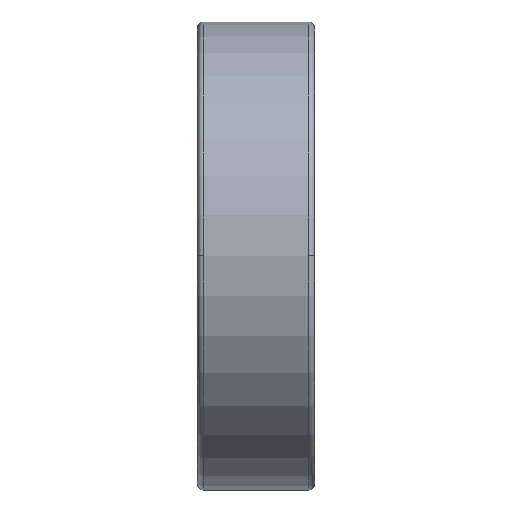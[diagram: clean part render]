
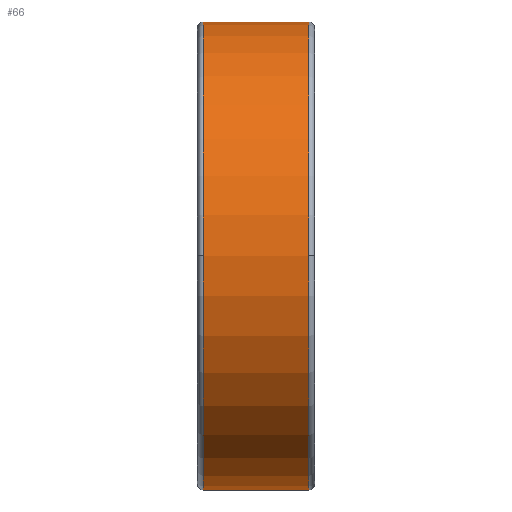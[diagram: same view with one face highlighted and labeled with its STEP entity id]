
A CAD part, top view. The second image highlights one B-rep face of the part: STEP entity #66.
In plain terms, the highlighted cylindrical face has radius 4 mm (diameter 8 mm), a partial arc.
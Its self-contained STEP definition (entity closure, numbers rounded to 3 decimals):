
#66=ADVANCED_FACE('',(#135),#136,.T.);
#135=FACE_OUTER_BOUND('',#283,.T.);
#136=CYLINDRICAL_SURFACE('',#284,4.0);
#283=EDGE_LOOP('',(#456,#457,#458,#459,#460,#461));
#284=AXIS2_PLACEMENT_3D('',#462,#463,#464);
#456=ORIENTED_EDGE('',*,*,#928,.F.);
#457=ORIENTED_EDGE('',*,*,#929,.T.);
#458=ORIENTED_EDGE('',*,*,#930,.T.);
#459=ORIENTED_EDGE('',*,*,#931,.F.);
#460=ORIENTED_EDGE('',*,*,#932,.F.);
#461=ORIENTED_EDGE('',*,*,#924,.F.);
#462=CARTESIAN_POINT('',(1.0,0.0,0.0));
#463=DIRECTION('',(1.0,0.0,0.0));
#464=DIRECTION('',(0.0,1.0,0.0));
#924=EDGE_CURVE('',#1081,#1083,#1084,.T.);
#928=EDGE_CURVE('',#1090,#1081,#1091,.T.);
#929=EDGE_CURVE('',#1090,#1092,#1093,.T.);
#930=EDGE_CURVE('',#1092,#1094,#1095,.T.);
#931=EDGE_CURVE('',#1096,#1094,#1097,.T.);
#932=EDGE_CURVE('',#1083,#1096,#1098,.T.);
#1081=VERTEX_POINT('',#1335);
#1083=VERTEX_POINT('',#1337);
#1084=CIRCLE('',#1338,4.0);
#1090=VERTEX_POINT('',#1344);
#1091=LINE('',#1345,#1346);
#1092=VERTEX_POINT('',#1347);
#1093=CIRCLE('',#1348,4.0);
#1094=VERTEX_POINT('',#1349);
#1095=CIRCLE('',#1350,4.0);
#1096=VERTEX_POINT('',#1351);
#1097=LINE('',#1352,#1353);
#1098=CIRCLE('',#1354,4.0);
#1335=CARTESIAN_POINT('',(1.9,4.0,0.0));
#1337=CARTESIAN_POINT('',(1.9,0.,4.0));
#1338=AXIS2_PLACEMENT_3D('',#2154,#2155,#2156);
#1344=CARTESIAN_POINT('',(0.1,4.0,0.0));
#1345=CARTESIAN_POINT('',(1.0,4.0,0.));
#1346=VECTOR('',#2166,1.0);
#1347=CARTESIAN_POINT('',(0.1,0.,4.0));
#1348=AXIS2_PLACEMENT_3D('',#2167,#2168,#2169);
#1349=CARTESIAN_POINT('',(0.1,-4.0,0.));
#1350=AXIS2_PLACEMENT_3D('',#2170,#2171,#2172);
#1351=CARTESIAN_POINT('',(1.9,-4.0,0.));
#1352=CARTESIAN_POINT('',(1.0,-4.0,0.));
#1353=VECTOR('',#2173,1.0);
#1354=AXIS2_PLACEMENT_3D('',#2174,#2175,#2176);
#2154=CARTESIAN_POINT('',(1.9,0.0,0.0));
#2155=DIRECTION('',(1.0,0.0,0.0));
#2156=DIRECTION('',(0.0,1.0,0.0));
#2166=DIRECTION('',(1.0,0.0,0.0));
#2167=CARTESIAN_POINT('',(0.1,0.0,0.0));
#2168=DIRECTION('',(1.0,0.0,0.0));
#2169=DIRECTION('',(0.0,1.0,0.0));
#2170=CARTESIAN_POINT('',(0.1,0.0,0.0));
#2171=DIRECTION('',(1.0,0.0,0.0));
#2172=DIRECTION('',(0.0,1.0,0.0));
#2173=DIRECTION('',(-1.0,-0.0,-0.0));
#2174=CARTESIAN_POINT('',(1.9,0.0,0.0));
#2175=DIRECTION('',(1.0,0.0,0.0));
#2176=DIRECTION('',(0.0,1.0,0.0));
